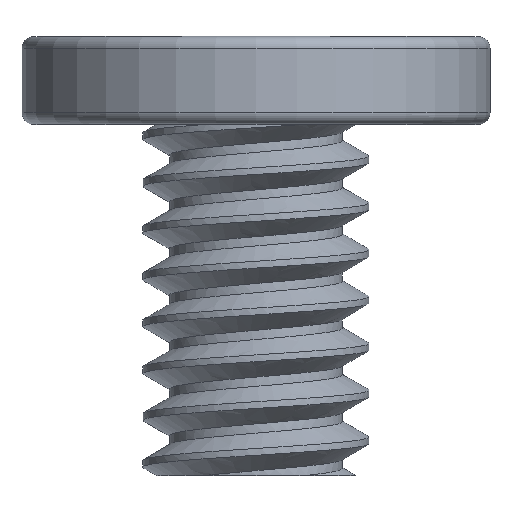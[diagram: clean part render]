
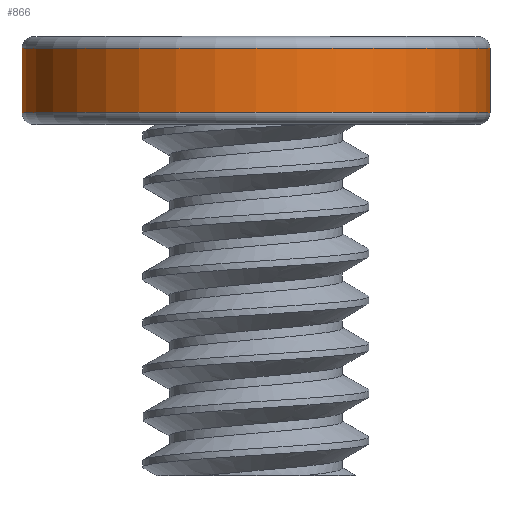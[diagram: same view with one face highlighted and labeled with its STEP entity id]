
A CAD part, top view. The second image highlights one B-rep face of the part: STEP entity #866.
In plain terms, the highlighted cylindrical face has radius 2 mm (diameter 4 mm), a full revolution.
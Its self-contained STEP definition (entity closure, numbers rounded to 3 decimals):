
#90=FACE_OUTER_BOUND('',#136,.T.);
#136=EDGE_LOOP('',(#766,#767,#768,#769,#770,#771));
#147=CIRCLE('',#929,2.);
#150=CIRCLE('',#932,2.);
#151=CIRCLE('',#934,2.);
#152=CIRCLE('',#935,2.);
#268=LINE('',#2577,#344);
#344=VECTOR('',#1120,2.);
#423=VERTEX_POINT('',#2566);
#424=VERTEX_POINT('',#2567);
#426=VERTEX_POINT('',#2574);
#427=VERTEX_POINT('',#2575);
#546=EDGE_CURVE('',#423,#424,#147,.T.);
#549=EDGE_CURVE('',#424,#423,#150,.T.);
#550=EDGE_CURVE('',#426,#427,#151,.T.);
#551=EDGE_CURVE('',#426,#423,#268,.T.);
#552=EDGE_CURVE('',#427,#426,#152,.T.);
#766=ORIENTED_EDGE('',*,*,#550,.F.);
#767=ORIENTED_EDGE('',*,*,#551,.T.);
#768=ORIENTED_EDGE('',*,*,#549,.F.);
#769=ORIENTED_EDGE('',*,*,#546,.F.);
#770=ORIENTED_EDGE('',*,*,#551,.F.);
#771=ORIENTED_EDGE('',*,*,#552,.F.);
#824=CYLINDRICAL_SURFACE('',#933,2.);
#866=ADVANCED_FACE('',(#90),#824,.T.);
#929=AXIS2_PLACEMENT_3D('',#2568,#1108,#1109);
#932=AXIS2_PLACEMENT_3D('',#2572,#1114,#1115);
#933=AXIS2_PLACEMENT_3D('',#2573,#1116,#1117);
#934=AXIS2_PLACEMENT_3D('',#2576,#1118,#1119);
#935=AXIS2_PLACEMENT_3D('',#2578,#1121,#1122);
#1108=DIRECTION('center_axis',(0.,-1.,0.));
#1109=DIRECTION('ref_axis',(1.,0.,0.));
#1114=DIRECTION('center_axis',(0.,-1.,0.));
#1115=DIRECTION('ref_axis',(1.,0.,0.));
#1116=DIRECTION('center_axis',(0.,1.,0.));
#1117=DIRECTION('ref_axis',(1.,0.,0.));
#1118=DIRECTION('center_axis',(0.,1.,0.));
#1119=DIRECTION('ref_axis',(1.,0.,0.));
#1120=DIRECTION('',(0.,-1.,0.));
#1121=DIRECTION('center_axis',(0.,1.,0.));
#1122=DIRECTION('ref_axis',(1.,0.,0.));
#2566=CARTESIAN_POINT('',(-2.,0.1,0.));
#2567=CARTESIAN_POINT('',(0.,0.1,-2.));
#2568=CARTESIAN_POINT('Origin',(0.,0.1,0.));
#2572=CARTESIAN_POINT('Origin',(0.,0.1,0.));
#2573=CARTESIAN_POINT('Origin',(0.,0.,0.));
#2574=CARTESIAN_POINT('',(-2.,0.65,0.));
#2575=CARTESIAN_POINT('',(0.,0.65,-2.));
#2576=CARTESIAN_POINT('Origin',(0.,0.65,0.));
#2577=CARTESIAN_POINT('',(-2.,0.,0.));
#2578=CARTESIAN_POINT('Origin',(0.,0.65,0.));
